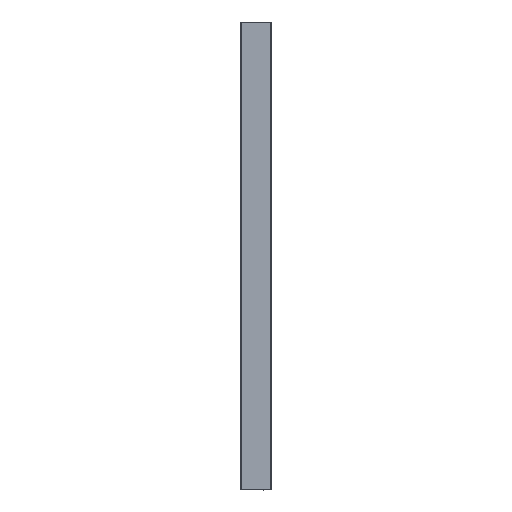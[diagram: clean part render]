
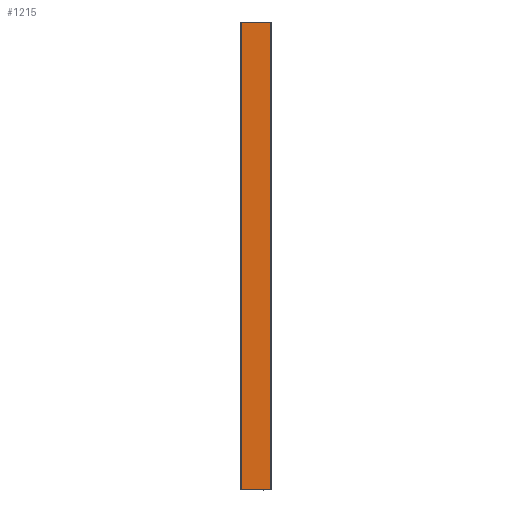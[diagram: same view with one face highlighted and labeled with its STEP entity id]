
A CAD part, left-side view. The second image highlights one B-rep face of the part: STEP entity #1215.
In plain terms, the highlighted planar face has unit normal (-1, 0, 0).
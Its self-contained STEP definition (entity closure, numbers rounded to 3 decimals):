
#23 = CARTESIAN_POINT ( 'NONE',  ( 0., 62., 0. ) ) ;
#128 = VECTOR ( 'NONE', #1522, 1000. ) ;
#130 = CARTESIAN_POINT ( 'NONE',  ( 0., -62., 2000. ) ) ;
#294 = VERTEX_POINT ( 'NONE', #1120 ) ;
#298 = EDGE_CURVE ( 'NONE', #847, #515, #445, .T. ) ;
#355 = VECTOR ( 'NONE', #833, 1000. ) ;
#445 = LINE ( 'NONE', #466, #128 ) ;
#466 = CARTESIAN_POINT ( 'NONE',  ( 0., -62., 2000. ) ) ;
#506 = CARTESIAN_POINT ( 'NONE',  ( 0., 62., 2000. ) ) ;
#515 = VERTEX_POINT ( 'NONE', #607 ) ;
#549 = VERTEX_POINT ( 'NONE', #23 ) ;
#603 = VECTOR ( 'NONE', #742, 1000. ) ;
#607 = CARTESIAN_POINT ( 'NONE',  ( 0., -62., 0. ) ) ;
#742 = DIRECTION ( 'NONE',  ( 0., 1., 0. ) ) ;
#784 = AXIS2_PLACEMENT_3D ( 'NONE', #130, #835, #1960 ) ;
#833 = DIRECTION ( 'NONE',  ( 0., 1., 0. ) ) ;
#835 = DIRECTION ( 'NONE',  ( -1., 0., 0. ) ) ;
#847 = VERTEX_POINT ( 'NONE', #1680 ) ;
#878 = LINE ( 'NONE', #506, #2000 ) ;
#903 = CARTESIAN_POINT ( 'NONE',  ( 0., -62., 2000. ) ) ;
#1073 = EDGE_CURVE ( 'NONE', #515, #549, #1560, .T. ) ;
#1120 = CARTESIAN_POINT ( 'NONE',  ( 0., 62., 2000. ) ) ;
#1183 = ORIENTED_EDGE ( 'NONE', *, *, #298, .F. ) ;
#1200 = PLANE ( 'NONE',  #784 ) ;
#1215 = ADVANCED_FACE ( 'NONE', ( #1605 ), #1200, .T. ) ;
#1240 = DIRECTION ( 'NONE',  ( 0., 0., -1. ) ) ;
#1346 = ORIENTED_EDGE ( 'NONE', *, *, #1073, .F. ) ;
#1361 = ORIENTED_EDGE ( 'NONE', *, *, #1607, .T. ) ;
#1400 = LINE ( 'NONE', #903, #355 ) ;
#1413 = ORIENTED_EDGE ( 'NONE', *, *, #1914, .T. ) ;
#1522 = DIRECTION ( 'NONE',  ( 0., 0., -1. ) ) ;
#1560 = LINE ( 'NONE', #1725, #603 ) ;
#1605 = FACE_OUTER_BOUND ( 'NONE', #1689, .T. ) ;
#1607 = EDGE_CURVE ( 'NONE', #847, #294, #1400, .T. ) ;
#1680 = CARTESIAN_POINT ( 'NONE',  ( 0., -62., 2000. ) ) ;
#1689 = EDGE_LOOP ( 'NONE', ( #1346, #1183, #1361, #1413 ) ) ;
#1725 = CARTESIAN_POINT ( 'NONE',  ( 0., -62., 0. ) ) ;
#1914 = EDGE_CURVE ( 'NONE', #294, #549, #878, .T. ) ;
#1960 = DIRECTION ( 'NONE',  ( 0., 0., 1. ) ) ;
#2000 = VECTOR ( 'NONE', #1240, 1000. ) ;
